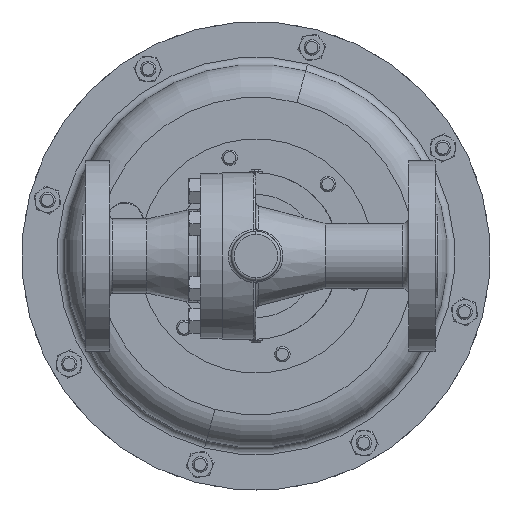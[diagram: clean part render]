
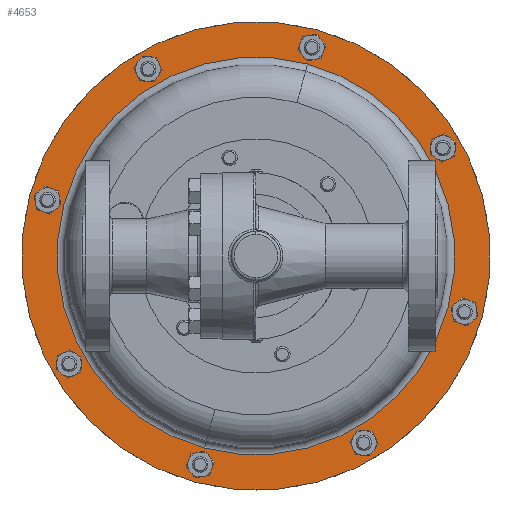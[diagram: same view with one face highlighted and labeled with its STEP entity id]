
A CAD part, front view. The second image highlights one B-rep face of the part: STEP entity #4653.
In plain terms, the highlighted planar face has unit normal (0, -1, 0).
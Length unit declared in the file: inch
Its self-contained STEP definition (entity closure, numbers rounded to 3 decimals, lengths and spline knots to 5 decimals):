
#1295 = CARTESIAN_POINT ( 'NONE',  ( 0., 7.4725, 0. ) ) ;
#1739 = ORIENTED_EDGE ( 'NONE', *, *, #3540, .F. ) ;
#2081 = EDGE_CURVE ( 'NONE', #11819, #2702, #26557, .T. ) ;
#2389 = ORIENTED_EDGE ( 'NONE', *, *, #25295, .T. ) ;
#2702 = VERTEX_POINT ( 'NONE', #9810 ) ;
#2880 = DIRECTION ( 'NONE',  ( 0., -1., 0. ) ) ;
#3189 = CARTESIAN_POINT ( 'NONE',  ( -1.04278, 7.4725, -3.89172 ) ) ;
#3337 = DIRECTION ( 'NONE',  ( -0.259, 0., -0.966 ) ) ;
#3540 = EDGE_CURVE ( 'NONE', #2702, #11819, #15910, .T. ) ;
#4580 = CARTESIAN_POINT ( 'NONE',  ( 1.04278, 7.4725, 3.89172 ) ) ;
#4653 = ADVANCED_FACE ( 'NONE', ( #8185, #18412 ), #23351, .T. ) ;
#4811 = CARTESIAN_POINT ( 'NONE',  ( 0., 7.4725, 0. ) ) ;
#6861 = EDGE_LOOP ( 'NONE', ( #12489, #2389 ) ) ;
#6886 = DIRECTION ( 'NONE',  ( -0.259, 0., -0.966 ) ) ;
#6910 = CARTESIAN_POINT ( 'NONE',  ( 0., 7.4725, 0. ) ) ;
#8185 = FACE_BOUND ( 'NONE', #6861, .T. ) ;
#8956 = DIRECTION ( 'NONE',  ( -0.259, 0., -0.966 ) ) ;
#9810 = CARTESIAN_POINT ( 'NONE',  ( -1.22939, 7.4725, -4.58815 ) ) ;
#10754 = CARTESIAN_POINT ( 'NONE',  ( 1.22939, 7.4725, 4.58815 ) ) ;
#11043 = CARTESIAN_POINT ( 'NONE',  ( -4.58815, 7.4725, 1.22939 ) ) ;
#11107 = DIRECTION ( 'NONE',  ( 0., 1., 0. ) ) ;
#11461 = CIRCLE ( 'NONE', #25199, 4.029 ) ;
#11819 = VERTEX_POINT ( 'NONE', #10754 ) ;
#12489 = ORIENTED_EDGE ( 'NONE', *, *, #17804, .T. ) ;
#12774 = AXIS2_PLACEMENT_3D ( 'NONE', #4811, #19122, #6886 ) ;
#15605 = DIRECTION ( 'NONE',  ( 0., 1., 0. ) ) ;
#15910 = CIRCLE ( 'NONE', #18436, 4.75 ) ;
#16787 = VERTEX_POINT ( 'NONE', #3189 ) ;
#17172 = DIRECTION ( 'NONE',  ( 0.259, 0., 0.966 ) ) ;
#17766 = VERTEX_POINT ( 'NONE', #4580 ) ;
#17804 = EDGE_CURVE ( 'NONE', #16787, #17766, #11461, .T. ) ;
#18412 = FACE_OUTER_BOUND ( 'NONE', #22209, .T. ) ;
#18436 = AXIS2_PLACEMENT_3D ( 'NONE', #1295, #15605, #3337 ) ;
#19122 = DIRECTION ( 'NONE',  ( 0., 1., 0. ) ) ;
#21280 = DIRECTION ( 'NONE',  ( 0., 1., 0. ) ) ;
#21521 = CIRCLE ( 'NONE', #23490, 4.029 ) ;
#22209 = EDGE_LOOP ( 'NONE', ( #1739, #22474 ) ) ;
#22474 = ORIENTED_EDGE ( 'NONE', *, *, #2081, .F. ) ;
#23351 = PLANE ( 'NONE',  #24712 ) ;
#23404 = CARTESIAN_POINT ( 'NONE',  ( 0., 7.4725, 0. ) ) ;
#23490 = AXIS2_PLACEMENT_3D ( 'NONE', #23404, #11107, #25477 ) ;
#24712 = AXIS2_PLACEMENT_3D ( 'NONE', #11043, #2880, #17172 ) ;
#25199 = AXIS2_PLACEMENT_3D ( 'NONE', #6910, #21280, #8956 ) ;
#25295 = EDGE_CURVE ( 'NONE', #17766, #16787, #21521, .T. ) ;
#25477 = DIRECTION ( 'NONE',  ( -0.259, 0., -0.966 ) ) ;
#26557 = CIRCLE ( 'NONE', #12774, 4.75 ) ;
